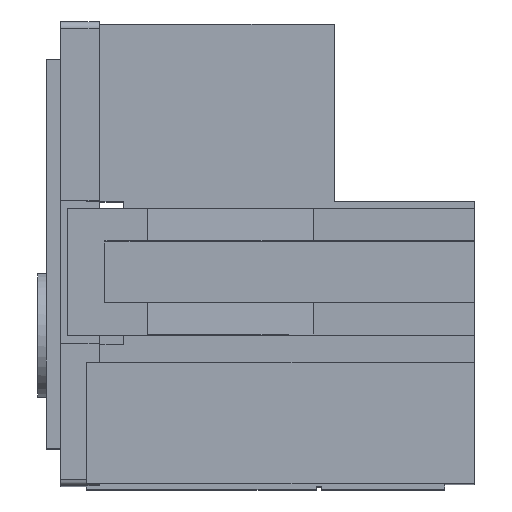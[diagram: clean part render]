
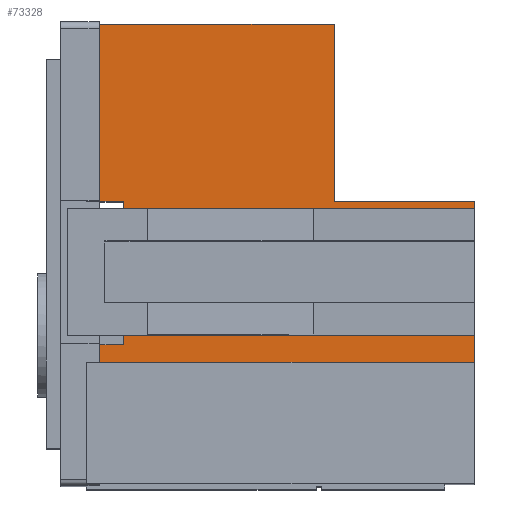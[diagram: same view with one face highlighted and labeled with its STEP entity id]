
A CAD part, top view. The second image highlights one B-rep face of the part: STEP entity #73328.
In plain terms, the highlighted planar face has unit normal (0, 0, 1).
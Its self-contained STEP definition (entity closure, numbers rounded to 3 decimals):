
#1733 = LINE ( 'NONE', #75759, #51981 ) ;
#2022 = EDGE_CURVE ( 'NONE', #22392, #17107, #38978, .T. ) ;
#2136 = CARTESIAN_POINT ( 'NONE',  ( 1.75, 13.4, 31.325 ) ) ;
#3310 = VERTEX_POINT ( 'NONE', #35619 ) ;
#4789 = CARTESIAN_POINT ( 'NONE',  ( 18.4, 7.05, 31.325 ) ) ;
#7332 = CARTESIAN_POINT ( 'NONE',  ( 11.75, 13.4, 31.325 ) ) ;
#7356 = CARTESIAN_POINT ( 'NONE',  ( 15.07, 13.05, 31.325 ) ) ;
#8049 = DIRECTION ( 'NONE',  ( -1., 0., 0. ) ) ;
#8571 = CARTESIAN_POINT ( 'NONE',  ( 0., 6.6, 31.325 ) ) ;
#9197 = CARTESIAN_POINT ( 'NONE',  ( 0., 21.8, 31.325 ) ) ;
#10152 = VERTEX_POINT ( 'NONE', #8571 ) ;
#10688 = VECTOR ( 'NONE', #24188, 1000. ) ;
#10766 = LINE ( 'NONE', #35590, #10688 ) ;
#12610 = EDGE_CURVE ( 'NONE', #20418, #73764, #10766, .T. ) ;
#13169 = VECTOR ( 'NONE', #76617, 1000. ) ;
#15547 = CARTESIAN_POINT ( 'NONE',  ( 0., 21.8, 31.325 ) ) ;
#15992 = CARTESIAN_POINT ( 'NONE',  ( 18.4, 13.4, 31.325 ) ) ;
#16145 = LINE ( 'NONE', #60892, #79563 ) ;
#16317 = AXIS2_PLACEMENT_3D ( 'NONE', #15547, #58698, #39170 ) ;
#17107 = VERTEX_POINT ( 'NONE', #51358 ) ;
#17381 = EDGE_CURVE ( 'NONE', #80097, #76608, #49265, .T. ) ;
#19456 = VECTOR ( 'NONE', #50072, 1000. ) ;
#19495 = EDGE_CURVE ( 'NONE', #63476, #3310, #25252, .T. ) ;
#20251 = ORIENTED_EDGE ( 'NONE', *, *, #31954, .F. ) ;
#20418 = VERTEX_POINT ( 'NONE', #50576 ) ;
#21515 = VECTOR ( 'NONE', #21820, 1000. ) ;
#21521 = VECTOR ( 'NONE', #26164, 1000. ) ;
#21820 = DIRECTION ( 'NONE',  ( 1., 0., 0. ) ) ;
#21936 = CARTESIAN_POINT ( 'NONE',  ( 15.07, 7.05, 31.325 ) ) ;
#22392 = VERTEX_POINT ( 'NONE', #2136 ) ;
#23011 = VECTOR ( 'NONE', #67947, 1000. ) ;
#23033 = LINE ( 'NONE', #9197, #21515 ) ;
#23168 = DIRECTION ( 'NONE',  ( 0., 1., 0. ) ) ;
#23967 = CARTESIAN_POINT ( 'NONE',  ( 0., 21.8, 31.325 ) ) ;
#24188 = DIRECTION ( 'NONE',  ( 0., 1., 0. ) ) ;
#25252 = LINE ( 'NONE', #7332, #19456 ) ;
#25523 = ORIENTED_EDGE ( 'NONE', *, *, #19495, .F. ) ;
#26077 = CARTESIAN_POINT ( 'NONE',  ( 0., 5.75, 31.325 ) ) ;
#26164 = DIRECTION ( 'NONE',  ( -1., 0., 0. ) ) ;
#28153 = VERTEX_POINT ( 'NONE', #67660 ) ;
#28173 = FACE_OUTER_BOUND ( 'NONE', #78175, .T. ) ;
#28254 = EDGE_CURVE ( 'NONE', #52858, #59761, #1733, .T. ) ;
#29889 = CARTESIAN_POINT ( 'NONE',  ( 18.4, 13.05, 31.325 ) ) ;
#30535 = CARTESIAN_POINT ( 'NONE',  ( 18.4, 13.05, 31.325 ) ) ;
#30758 = CARTESIAN_POINT ( 'NONE',  ( 18.4, 13.4, 31.325 ) ) ;
#31433 = DIRECTION ( 'NONE',  ( 0., 1., 0. ) ) ;
#31954 = EDGE_CURVE ( 'NONE', #36196, #10152, #48386, .T. ) ;
#35590 = CARTESIAN_POINT ( 'NONE',  ( 18.4, 21.8, 31.325 ) ) ;
#35619 = CARTESIAN_POINT ( 'NONE',  ( 11.75, 13.4, 31.325 ) ) ;
#36196 = VERTEX_POINT ( 'NONE', #26077 ) ;
#37333 = ORIENTED_EDGE ( 'NONE', *, *, #44895, .F. ) ;
#37930 = VECTOR ( 'NONE', #74255, 1000. ) ;
#37953 = LINE ( 'NONE', #69680, #21521 ) ;
#38877 = ORIENTED_EDGE ( 'NONE', *, *, #2022, .F. ) ;
#38978 = LINE ( 'NONE', #63796, #59381 ) ;
#39170 = DIRECTION ( 'NONE',  ( -1., 0., 0. ) ) ;
#42182 = ORIENTED_EDGE ( 'NONE', *, *, #28254, .T. ) ;
#42192 = DIRECTION ( 'NONE',  ( 1., 0., 0. ) ) ;
#44520 = ORIENTED_EDGE ( 'NONE', *, *, #76393, .F. ) ;
#44680 = LINE ( 'NONE', #62993, #66885 ) ;
#44895 = EDGE_CURVE ( 'NONE', #28153, #22392, #53862, .T. ) ;
#46981 = EDGE_CURVE ( 'NONE', #36196, #20418, #63286, .T. ) ;
#47111 = ORIENTED_EDGE ( 'NONE', *, *, #80253, .F. ) ;
#48386 = LINE ( 'NONE', #23967, #80420 ) ;
#49265 = LINE ( 'NONE', #30535, #23011 ) ;
#50072 = DIRECTION ( 'NONE',  ( 0., -1., 0. ) ) ;
#50576 = CARTESIAN_POINT ( 'NONE',  ( 18.4, 5.75, 31.325 ) ) ;
#50769 = ORIENTED_EDGE ( 'NONE', *, *, #12610, .T. ) ;
#51358 = CARTESIAN_POINT ( 'NONE',  ( 0., 13.4, 31.325 ) ) ;
#51730 = LINE ( 'NONE', #65538, #52640 ) ;
#51981 = VECTOR ( 'NONE', #31433, 1000. ) ;
#52146 = CARTESIAN_POINT ( 'NONE',  ( 0., 21.8, 31.325 ) ) ;
#52640 = VECTOR ( 'NONE', #52940, 1000. ) ;
#52641 = LINE ( 'NONE', #15992, #13169 ) ;
#52858 = VERTEX_POINT ( 'NONE', #21936 ) ;
#52940 = DIRECTION ( 'NONE',  ( 1., 0., 0. ) ) ;
#53665 = ORIENTED_EDGE ( 'NONE', *, *, #46981, .T. ) ;
#53862 = LINE ( 'NONE', #72935, #59967 ) ;
#57480 = EDGE_CURVE ( 'NONE', #17107, #63124, #44680, .T. ) ;
#58698 = DIRECTION ( 'NONE',  ( 0., 0., -1. ) ) ;
#59381 = VECTOR ( 'NONE', #8049, 1000. ) ;
#59473 = ORIENTED_EDGE ( 'NONE', *, *, #17381, .T. ) ;
#59484 = EDGE_CURVE ( 'NONE', #28153, #10152, #37953, .T. ) ;
#59761 = VERTEX_POINT ( 'NONE', #7356 ) ;
#59967 = VECTOR ( 'NONE', #78661, 1000. ) ;
#60892 = CARTESIAN_POINT ( 'NONE',  ( 15.07, 7.05, 31.325 ) ) ;
#61122 = ORIENTED_EDGE ( 'NONE', *, *, #72611, .T. ) ;
#62083 = CARTESIAN_POINT ( 'NONE',  ( 0., 5.75, 31.325 ) ) ;
#62439 = EDGE_CURVE ( 'NONE', #63124, #63476, #23033, .T. ) ;
#62993 = CARTESIAN_POINT ( 'NONE',  ( 0., 21.8, 31.325 ) ) ;
#63124 = VERTEX_POINT ( 'NONE', #52146 ) ;
#63286 = LINE ( 'NONE', #62083, #37930 ) ;
#63391 = DIRECTION ( 'NONE',  ( 0., 1., 0. ) ) ;
#63476 = VERTEX_POINT ( 'NONE', #71947 ) ;
#63796 = CARTESIAN_POINT ( 'NONE',  ( 1.75, 13.4, 31.325 ) ) ;
#65538 = CARTESIAN_POINT ( 'NONE',  ( 18.4, 13.05, 31.325 ) ) ;
#66885 = VECTOR ( 'NONE', #63391, 1000. ) ;
#67660 = CARTESIAN_POINT ( 'NONE',  ( 1.75, 6.6, 31.325 ) ) ;
#67947 = DIRECTION ( 'NONE',  ( 0., 1., 0. ) ) ;
#69680 = CARTESIAN_POINT ( 'NONE',  ( 1.75, 6.6, 31.325 ) ) ;
#70036 = ORIENTED_EDGE ( 'NONE', *, *, #59484, .T. ) ;
#71947 = CARTESIAN_POINT ( 'NONE',  ( 11.75, 21.8, 31.325 ) ) ;
#72611 = EDGE_CURVE ( 'NONE', #59761, #80097, #51730, .T. ) ;
#72935 = CARTESIAN_POINT ( 'NONE',  ( 1.75, 13.4, 31.325 ) ) ;
#73328 = ADVANCED_FACE ( 'NONE', ( #28173 ), #76584, .F. ) ;
#73764 = VERTEX_POINT ( 'NONE', #4789 ) ;
#74255 = DIRECTION ( 'NONE',  ( 1., 0., 0. ) ) ;
#75450 = ORIENTED_EDGE ( 'NONE', *, *, #62439, .F. ) ;
#75759 = CARTESIAN_POINT ( 'NONE',  ( 15.07, 7.05, 31.325 ) ) ;
#76393 = EDGE_CURVE ( 'NONE', #52858, #73764, #16145, .T. ) ;
#76584 = PLANE ( 'NONE',  #16317 ) ;
#76608 = VERTEX_POINT ( 'NONE', #30758 ) ;
#76617 = DIRECTION ( 'NONE',  ( 1., 0., 0. ) ) ;
#78175 = EDGE_LOOP ( 'NONE', ( #80395, #38877, #37333, #70036, #20251, #53665, #50769, #44520, #42182, #61122, #59473, #47111, #25523, #75450 ) ) ;
#78661 = DIRECTION ( 'NONE',  ( 0., 1., 0. ) ) ;
#79563 = VECTOR ( 'NONE', #42192, 1000. ) ;
#80097 = VERTEX_POINT ( 'NONE', #29889 ) ;
#80253 = EDGE_CURVE ( 'NONE', #3310, #76608, #52641, .T. ) ;
#80395 = ORIENTED_EDGE ( 'NONE', *, *, #57480, .F. ) ;
#80420 = VECTOR ( 'NONE', #23168, 1000. ) ;
